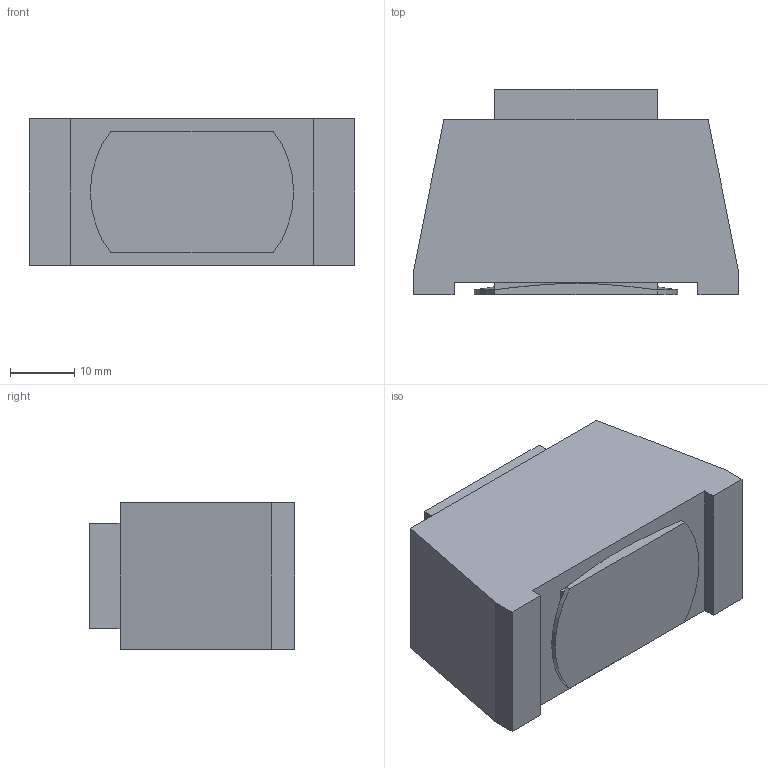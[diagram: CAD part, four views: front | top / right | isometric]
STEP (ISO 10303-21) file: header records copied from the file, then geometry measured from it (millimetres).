
FILE_DESCRIPTION (( 'STEP AP214' ), '1' );
FILE_NAME ('CB3000( )3-12-750.STEP', '2020-06-21T00:47:18', ( '' ), ( '' ), 'SwSTEP 2.0', 'SolidWorks 2019', '' );
FILE_SCHEMA (( 'AUTOMOTIVE_DESIGN' ));
Length unit declared in the file: inch
Products named in the file (3): Fixture Rectangular Square; CB3000( )3-12-750
Assembly tree (2 placements, depth 2):
  CB3000( )3-12-750
    CB3000( )3-12-750
    Fixture Rectangular Square
Bounding box: 50.8 x 32.13 x 22.86 mm (x, y, z)
Volume: 31248.6 mm3; surface area: 7856.2 mm2
Topology: 2 solids, 2 shells, 36 faces, 84 edges, 55 vertices
Faces by surface type: plane 27, cylinder 5, cone 4
Entity records: 1213 total; most frequent: CARTESIAN_POINT 202, DIRECTION 179, ORIENTED_EDGE 168, EDGE_CURVE 84, VECTOR 67, LINE 67, AXIS2_PLACEMENT_3D 56, VERTEX_POINT 55
